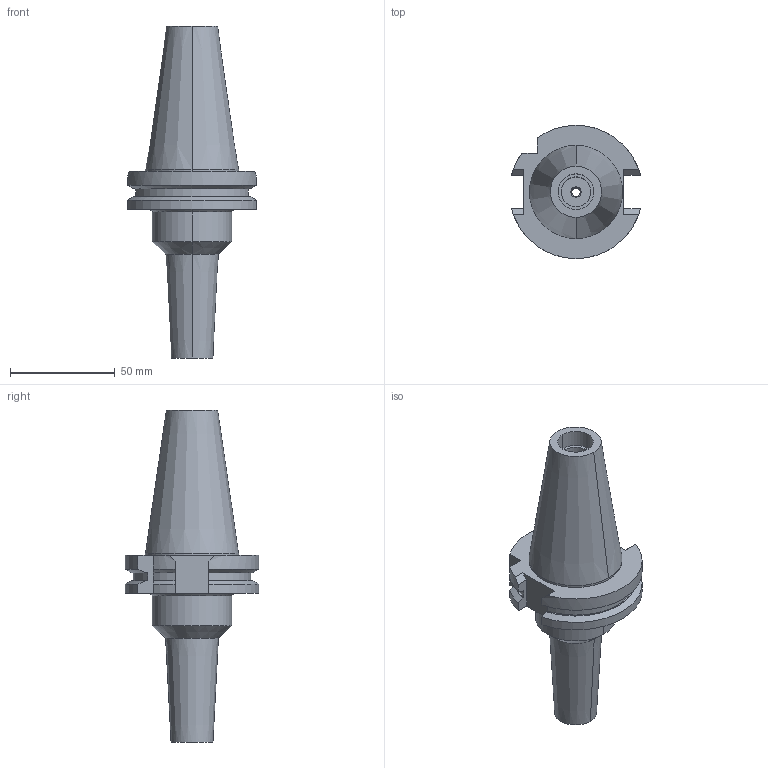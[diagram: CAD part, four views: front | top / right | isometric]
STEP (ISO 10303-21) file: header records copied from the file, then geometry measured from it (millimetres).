
FILE_DESCRIPTION((''),'2;1');
FILE_NAME('BDV40-HDC4J-90','2019-06-28T',('ykawabe'),(''),'CREO PARAMETRIC BY PTC INC, 2016380','CREO PARAMETRIC BY PTC INC, 2016380','');
FILE_SCHEMA(('AUTOMOTIVE_DESIGN { 1 0 10303 214 1 1 1 1 }'));
Length unit declared in the file: millimetre
Products named in the file (1): BDV40-HDC4J-90
Bounding box: 61.48 x 63.55 x 158.4 mm (x, y, z)
Volume: 144428.7 mm3; surface area: 27109.1 mm2
Topology: 1 solids, 1 shells, 62 faces, 171 edges, 116 vertices
Faces by surface type: plane 25, cylinder 23, cone 14
Entity records: 2789 total; most frequent: CARTESIAN_POINT 416, DIRECTION 363, ORIENTED_EDGE 342, PRESENTATION_STYLE_ASSIGNMENT 176, STYLED_ITEM 176, CURVE_STYLE 175, EDGE_CURVE 171, AXIS2_PLACEMENT_3D 141
